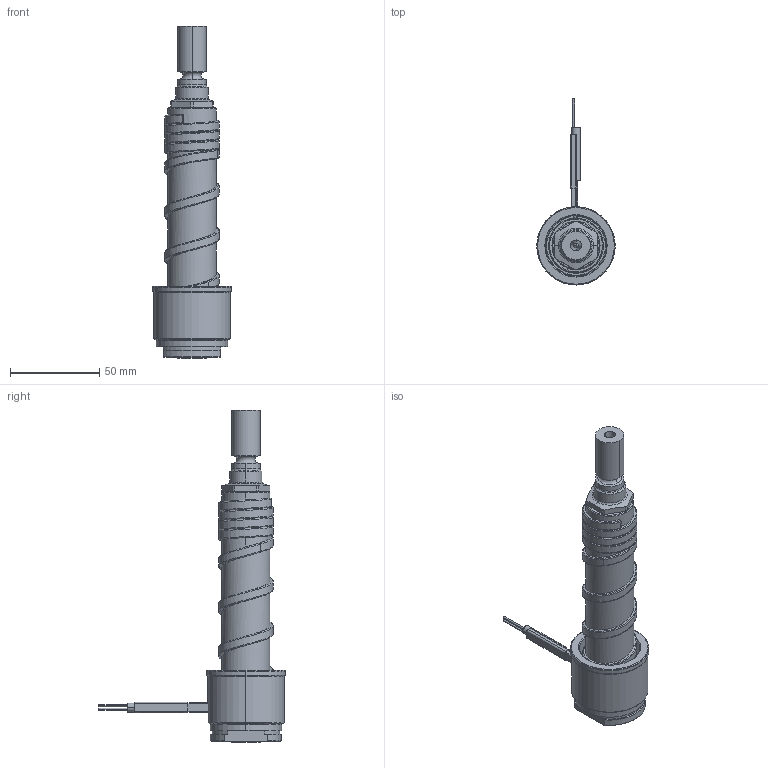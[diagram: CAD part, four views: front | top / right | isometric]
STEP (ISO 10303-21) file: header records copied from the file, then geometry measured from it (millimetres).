
FILE_DESCRIPTION((''),'2;1');
FILE_NAME('EL-156-BEU-H','2014-02-28T',('Íàòàëüÿ'),('IMID'),'PRO/ENGINEER BY PARAMETRIC TECHNOLOGY CORPORATION, 2010180','PRO/ENGINEER BY PARAMETRIC TECHNOLOGY CORPORATION, 2010180','');
FILE_SCHEMA(('CONFIG_CONTROL_DESIGN'));
Length unit declared in the file: millimetre
Products named in the file (1): EL-156-BEU-H
Bounding box: 44 x 104.5 x 186.3 mm (x, y, z)
Volume: 111247.7 mm3; surface area: 40304.6 mm2
Topology: 1 solids, 9 shells, 351 faces, 969 edges, 604 vertices
Faces by surface type: cylinder 111, bspline 70, cone 68, plane 54, torus 32, extrusion 8, revolution 6, sphere 2
Entity records: 22728 total; most frequent: CARTESIAN_POINT 14366, ORIENTED_EDGE 1898, DIRECTION 1511, EDGE_CURVE 961, VERTEX_POINT 604, AXIS2_PLACEMENT_3D 600, EDGE_LOOP 375, FACE_OUTER_BOUND 351
